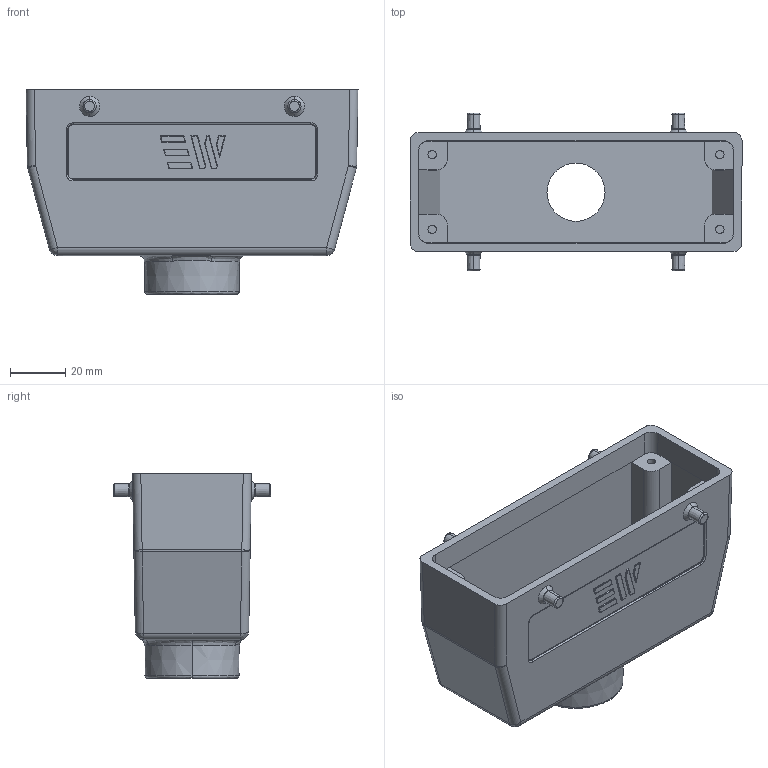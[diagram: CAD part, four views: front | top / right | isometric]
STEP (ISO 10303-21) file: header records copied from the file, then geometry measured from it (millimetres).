
FILE_DESCRIPTION (( 'STEP AP203' ), '1' );
FILE_NAME ('291652905.step', '2025-02-12T17:52:57', ( '' ), ( '' ), 'SwSTEP 2.0', 'SolidWorks 2024', '' );
FILE_SCHEMA (( 'CONFIG_CONTROL_DESIGN' ));
Length unit declared in the file: inch
Products named in the file (1): 291652905
Bounding box: 120 x 57 x 74 mm (x, y, z)
Volume: 81119.4 mm3; surface area: 46414.2 mm2
Topology: 1 solids, 1 shells, 297 faces, 666 edges, 391 vertices
Faces by surface type: plane 118, cylinder 108, bspline 53, cone 18
Entity records: 9987 total; most frequent: CARTESIAN_POINT 3850, ORIENTED_EDGE 1324, DIRECTION 1142, EDGE_CURVE 662, VERTEX_POINT 391, VECTOR 390, LINE 390, AXIS2_PLACEMENT_3D 376
